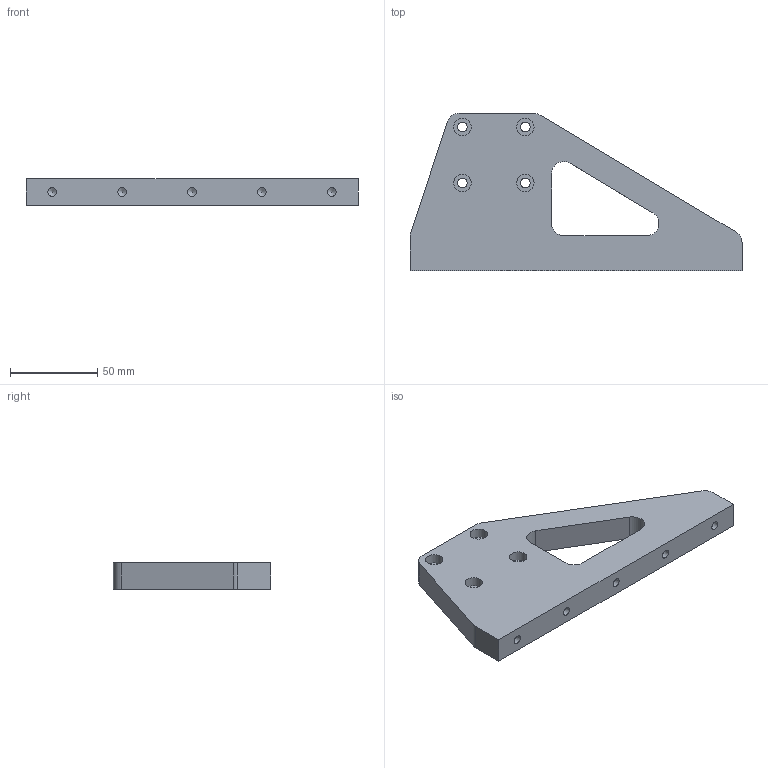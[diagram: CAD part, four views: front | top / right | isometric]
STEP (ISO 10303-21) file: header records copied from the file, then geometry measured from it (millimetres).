
FILE_DESCRIPTION(/* description */ (''),/* implementation_level */ '2;1');
FILE_NAME(/* name */ 'F1627AM.stp',/* time_stamp */ '2024-05-15T12:11:17+02:00',/* author */ ('Z420'),/* organization */ (''),/* preprocessor_version */ 'ST-DEVELOPER v18.1',/* originating_system */ 'Autodesk Inventor 2022',/* authorisation */ '');
FILE_SCHEMA (('AUTOMOTIVE_DESIGN { 1 0 10303 214 3 1 1 }'));
Length unit declared in the file: millimetre
Products named in the file (1): F1627AM
Bounding box: 190 x 90 x 15 mm (x, y, z)
Volume: 152359.3 mm3; surface area: 33343.6 mm2
Topology: 1 solids, 1 shells, 40 faces, 97 edges, 63 vertices
Faces by surface type: cylinder 20, plane 15, cone 5
Full cylindrical faces by diameter (mm): 4.917 x5, 5.5 x4, 10 x4
Entity records: 1219 total; most frequent: DIRECTION 214, CARTESIAN_POINT 196, ORIENTED_EDGE 184, EDGE_CURVE 92, AXIS2_PLACEMENT_3D 81, VERTEX_POINT 63, EDGE_LOOP 59, LINE 52
